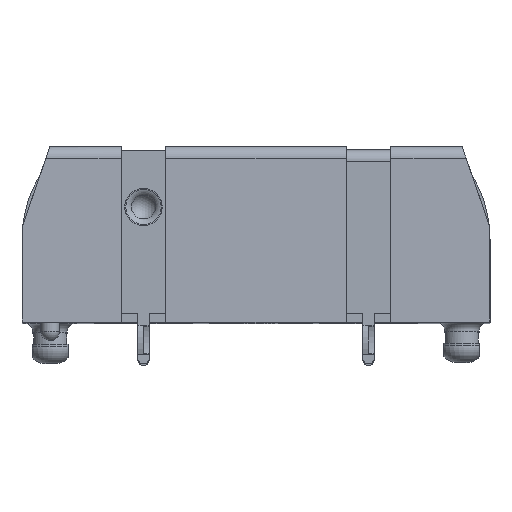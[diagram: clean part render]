
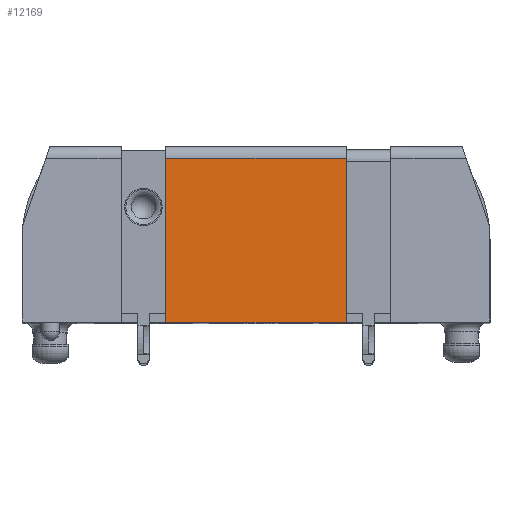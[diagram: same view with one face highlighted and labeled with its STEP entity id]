
A CAD part, top view. The second image highlights one B-rep face of the part: STEP entity #12169.
In plain terms, the highlighted planar face has unit normal (0, 0.018, 1).
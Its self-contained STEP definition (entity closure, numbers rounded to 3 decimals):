
#625 = EDGE_CURVE ( 'NONE', #23682, #16955, #14900, .T. ) ;
#1258 = ORIENTED_EDGE ( 'NONE', *, *, #6649, .T. ) ;
#4130 = CARTESIAN_POINT ( 'NONE',  ( -7.955, -1.676, 38.557 ) ) ;
#6439 = ORIENTED_EDGE ( 'NONE', *, *, #19433, .F. ) ;
#6551 = CARTESIAN_POINT ( 'NONE',  ( 1.905, -1.676, 38.557 ) ) ;
#6649 = EDGE_CURVE ( 'NONE', #23682, #8040, #23829, .T. ) ;
#8040 = VERTEX_POINT ( 'NONE', #24223 ) ;
#8611 = CARTESIAN_POINT ( 'NONE',  ( 1.905, 0., 38.528 ) ) ;
#9275 = VECTOR ( 'NONE', #14343, 1000. ) ;
#10776 = DIRECTION ( 'NONE',  ( 0., -1., 0.017 ) ) ;
#12169 = ADVANCED_FACE ( 'NONE', ( #29928 ), #30759, .T. ) ;
#14343 = DIRECTION ( 'NONE',  ( -1., 0., 0. ) ) ;
#14900 = LINE ( 'NONE', #25498, #37551 ) ;
#16136 = DIRECTION ( 'NONE',  ( 0., 0.017, 1. ) ) ;
#16737 = CARTESIAN_POINT ( 'NONE',  ( 17.221, 13.912, 38.285 ) ) ;
#16955 = VERTEX_POINT ( 'NONE', #25712 ) ;
#17132 = LINE ( 'NONE', #23163, #9275 ) ;
#19030 = DIRECTION ( 'NONE',  ( -1., 0., 0. ) ) ;
#19433 = EDGE_CURVE ( 'NONE', #16955, #20505, #17132, .T. ) ;
#20505 = VERTEX_POINT ( 'NONE', #8611 ) ;
#21184 = ORIENTED_EDGE ( 'NONE', *, *, #28160, .F. ) ;
#22080 = EDGE_LOOP ( 'NONE', ( #30788, #1258, #21184, #6439 ) ) ;
#23163 = CARTESIAN_POINT ( 'NONE',  ( -7.955, 0., 38.528 ) ) ;
#23682 = VERTEX_POINT ( 'NONE', #16737 ) ;
#23829 = LINE ( 'NONE', #36746, #32607 ) ;
#24223 = CARTESIAN_POINT ( 'NONE',  ( 1.905, 13.912, 38.285 ) ) ;
#25498 = CARTESIAN_POINT ( 'NONE',  ( 17.221, -1.676, 38.557 ) ) ;
#25712 = CARTESIAN_POINT ( 'NONE',  ( 17.221, 0., 38.528 ) ) ;
#28160 = EDGE_CURVE ( 'NONE', #20505, #8040, #38325, .T. ) ;
#29928 = FACE_OUTER_BOUND ( 'NONE', #22080, .T. ) ;
#30759 = PLANE ( 'NONE',  #34110 ) ;
#30788 = ORIENTED_EDGE ( 'NONE', *, *, #625, .F. ) ;
#31434 = VECTOR ( 'NONE', #33284, 1000. ) ;
#32607 = VECTOR ( 'NONE', #19030, 1000. ) ;
#33284 = DIRECTION ( 'NONE',  ( 0., 1., -0.017 ) ) ;
#34110 = AXIS2_PLACEMENT_3D ( 'NONE', #4130, #16136, #36818 ) ;
#36746 = CARTESIAN_POINT ( 'NONE',  ( 1.905, 13.912, 38.285 ) ) ;
#36818 = DIRECTION ( 'NONE',  ( 0., -1., 0.017 ) ) ;
#37551 = VECTOR ( 'NONE', #10776, 1000. ) ;
#38325 = LINE ( 'NONE', #6551, #31434 ) ;
